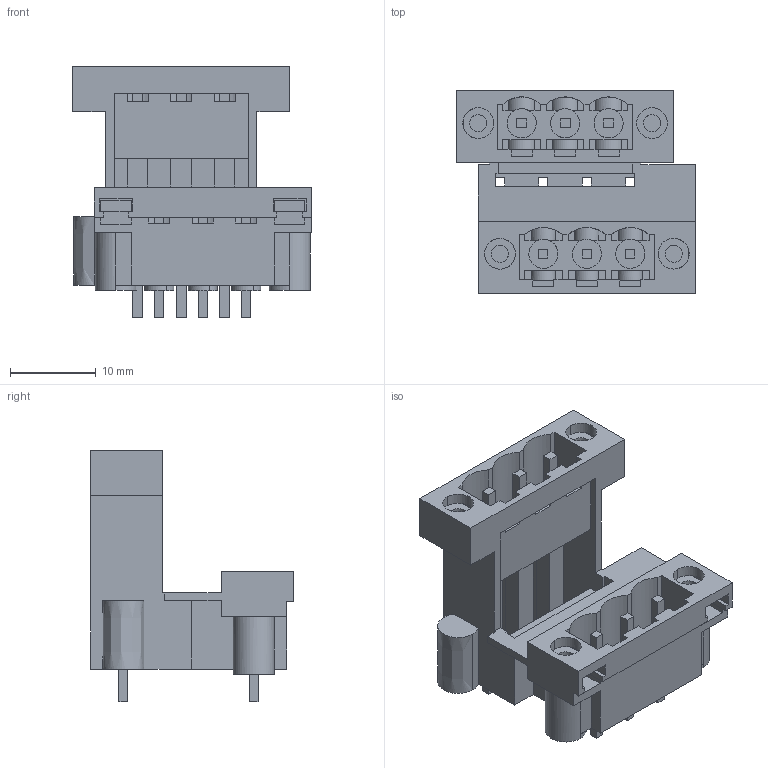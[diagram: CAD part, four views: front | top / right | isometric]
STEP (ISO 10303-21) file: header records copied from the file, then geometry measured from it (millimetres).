
FILE_DESCRIPTION(('CATIA V5 STEP Exchange','CAx-IF Rec.Pracs.--- Model Styling and Organization---1.2---2011-12-15'),'2;1');
FILE_NAME ('D1456887_0_1828780000_1828780000.stp','2018-04-19T11:26:41+00:00',('none'),('Weidmueller'),'CATIA Version 5-6 Release 2014','CATIA V5 STEP AP214','none');
FILE_SCHEMA(('AUTOMOTIVE_DESIGN { 1 0 10303 214 1 1 1 1 }'));
Length unit declared in the file: millimetre
Products named in the file (1): 1828780000
Bounding box: 27.94 x 23.67 x 29.36 mm (x, y, z)
Volume: 3799.8 mm3; surface area: 7415.7 mm2
Topology: 11 solids, 14 shells, 428 faces, 1238 edges, 833 vertices
Faces by surface type: plane 354, cylinder 70, extrusion 4
Entity records: 13989 total; most frequent: CARTESIAN_POINT 3092, ORIENTED_EDGE 2476, DIRECTION 1829, EDGE_CURVE 1238, VECTOR 1014, LINE 1010, VERTEX_POINT 833, AXIS2_PLACEMENT_3D 478
